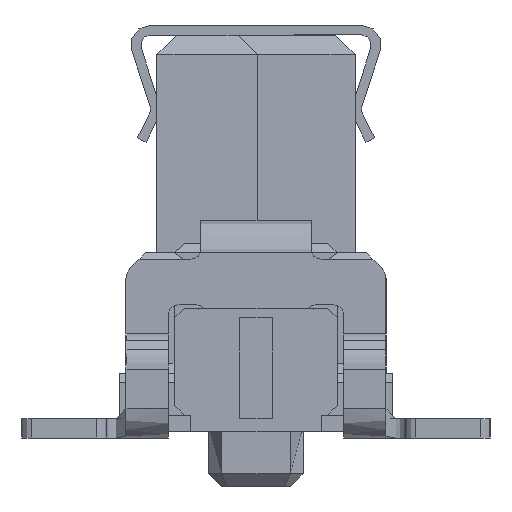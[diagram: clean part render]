
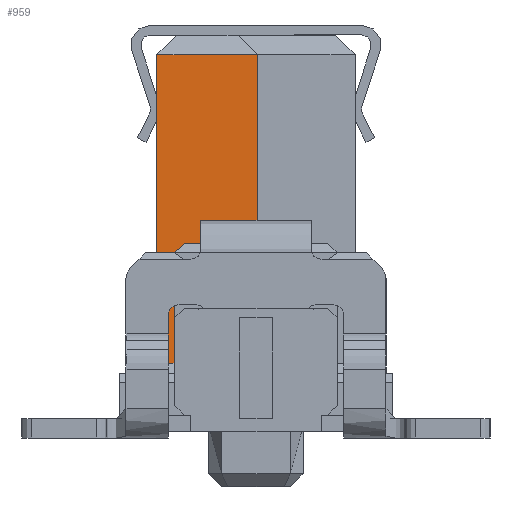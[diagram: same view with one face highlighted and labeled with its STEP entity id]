
A CAD part, left-side view. The second image highlights one B-rep face of the part: STEP entity #959.
In plain terms, the highlighted planar face has unit normal (-1, 0, 0).
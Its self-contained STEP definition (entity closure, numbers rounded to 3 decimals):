
#870=CARTESIAN_POINT('',(-9.13,-0.025,1.05));
#871=VERTEX_POINT('',#870);
#872=CARTESIAN_POINT('',(-9.13,1.525,1.05));
#873=VERTEX_POINT('',#872);
#874=CARTESIAN_POINT('',(-9.13,-0.025,1.05));
#875=DIRECTION('',(0.,1.,0.));
#876=VECTOR('',#875,1.55);
#877=LINE('',#874,#876);
#878=EDGE_CURVE('',#871,#873,#877,.T.);
#929=CARTESIAN_POINT('',(-9.13,0.,3.5));
#930=DIRECTION('',(0.,-1.,0.));
#931=DIRECTION('',(-1.,0.,0.));
#932=AXIS2_PLACEMENT_3D('',#929,#931,#930);
#933=PLANE('',#932);
#934=ORIENTED_EDGE('',*,*,#878,.F.);
#935=CARTESIAN_POINT('',(-9.13,-0.025,5.8));
#936=VERTEX_POINT('',#935);
#937=CARTESIAN_POINT('',(-9.13,-0.025,1.05));
#938=DIRECTION('',(0.,0.,1.));
#939=VECTOR('',#938,4.75);
#940=LINE('',#937,#939);
#941=EDGE_CURVE('',#871,#936,#940,.T.);
#942=ORIENTED_EDGE('',*,*,#941,.T.);
#943=CARTESIAN_POINT('',(-9.13,1.525,5.8));
#944=VERTEX_POINT('',#943);
#945=CARTESIAN_POINT('',(-9.13,-0.025,5.8));
#946=DIRECTION('',(0.,1.,0.));
#947=VECTOR('',#946,1.55);
#948=LINE('',#945,#947);
#949=EDGE_CURVE('',#936,#944,#948,.T.);
#950=ORIENTED_EDGE('',*,*,#949,.T.);
#951=CARTESIAN_POINT('',(-9.13,1.525,5.8));
#952=DIRECTION('',(0.,0.,-1.));
#953=VECTOR('',#952,4.75);
#954=LINE('',#951,#953);
#955=EDGE_CURVE('',#944,#873,#954,.T.);
#956=ORIENTED_EDGE('',*,*,#955,.T.);
#957=EDGE_LOOP('',(#934,#942,#950,#956));
#958=FACE_OUTER_BOUND('',#957,.T.);
#959=ADVANCED_FACE('',(#958),#933,.T.);
